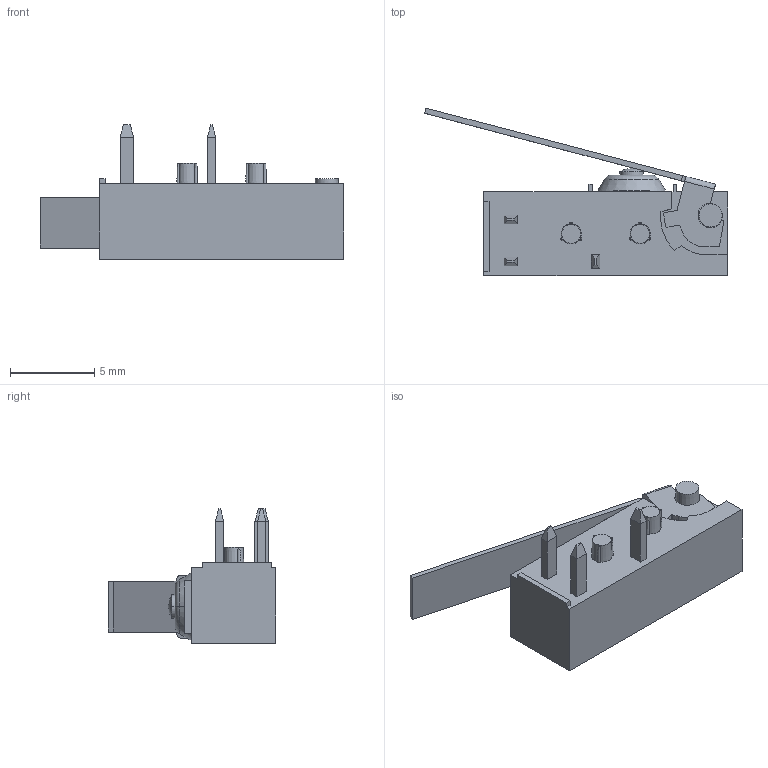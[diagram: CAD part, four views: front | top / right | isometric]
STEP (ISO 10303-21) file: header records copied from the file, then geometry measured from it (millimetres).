
FILE_DESCRIPTION (( 'STEP AP214' ), '1' );
FILE_NAME ('User Library-F1NST8.STEP', '2012-06-04T08:30:30', ( 'SysAdmin' ), ( 'SolidWorks' ), 'SwSTEP 2.0', 'SolidWorks 2012', '' );
FILE_SCHEMA (( 'AUTOMOTIVE_DESIGN' ));
Length unit declared in the file: millimetre
Products named in the file (1): User Library-F1NST8
Bounding box: 18.03 x 9.99 x 8 mm (x, y, z)
Volume: 350.4 mm3; surface area: 514.8 mm2
Topology: 4 solids, 4 shells, 153 faces, 408 edges, 267 vertices
Faces by surface type: plane 89, cylinder 33, cone 26, torus 4, sphere 1
Entity records: 5872 total; most frequent: CARTESIAN_POINT 933, DIRECTION 829, ORIENTED_EDGE 810, EDGE_CURVE 405, AXIS2_PLACEMENT_3D 282, VERTEX_POINT 266, VECTOR 265, LINE 265
